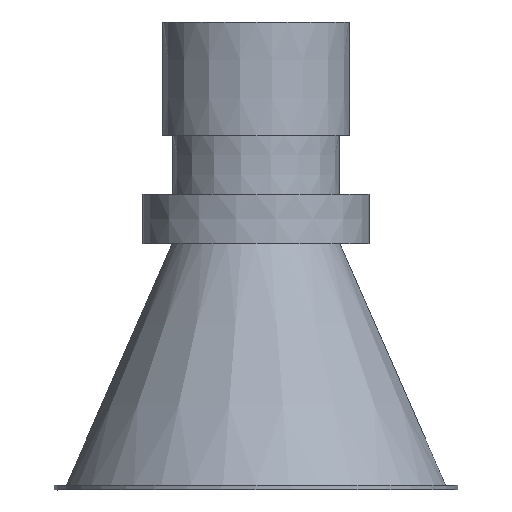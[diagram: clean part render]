
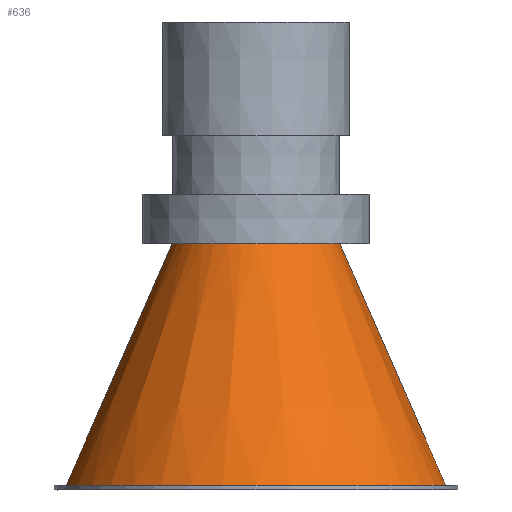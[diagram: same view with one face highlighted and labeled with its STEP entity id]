
A CAD part, front view. The second image highlights one B-rep face of the part: STEP entity #636.
In plain terms, the highlighted conical face has half-angle 23.691 degrees and reference radius 38.5 mm.
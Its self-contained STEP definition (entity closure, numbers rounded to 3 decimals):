
#30 = CARTESIAN_POINT ( 'NONE',  ( 38.501, 0., 1. ) ) ;
#44 = CIRCLE ( 'NONE', #334, 38.5 ) ;
#45 = DIRECTION ( 'NONE',  ( 1., 0., 0. ) ) ;
#58 = ORIENTED_EDGE ( 'NONE', *, *, #703, .T. ) ;
#101 = DIRECTION ( 'NONE',  ( 0.402, 0., -0.916 ) ) ;
#118 = CARTESIAN_POINT ( 'NONE',  ( -38.5, 0., 1. ) ) ;
#126 = CARTESIAN_POINT ( 'NONE',  ( -17., 0., 50. ) ) ;
#175 = VECTOR ( 'NONE', #774, 1000. ) ;
#200 = LINE ( 'NONE', #216, #175 ) ;
#206 = EDGE_LOOP ( 'NONE', ( #58, #763, #492, #456 ) ) ;
#216 = CARTESIAN_POINT ( 'NONE',  ( -38.5, 0., 1. ) ) ;
#272 = VERTEX_POINT ( 'NONE', #440 ) ;
#279 = VERTEX_POINT ( 'NONE', #30 ) ;
#290 = DIRECTION ( 'NONE',  ( 0., 0., 1. ) ) ;
#310 = DIRECTION ( 'NONE',  ( -1., 0., 0. ) ) ;
#334 = AXIS2_PLACEMENT_3D ( 'NONE', #777, #290, #832 ) ;
#337 = CONICAL_SURFACE ( 'NONE', #370, 38.5, 0.413 ) ;
#342 = AXIS2_PLACEMENT_3D ( 'NONE', #882, #461, #45 ) ;
#370 = AXIS2_PLACEMENT_3D ( 'NONE', #481, #477, #310 ) ;
#372 = CARTESIAN_POINT ( 'NONE',  ( 38.501, 0., 1. ) ) ;
#440 = CARTESIAN_POINT ( 'NONE',  ( 17.001, 0., 50. ) ) ;
#456 = ORIENTED_EDGE ( 'NONE', *, *, #709, .F. ) ;
#461 = DIRECTION ( 'NONE',  ( 0., 0., 1. ) ) ;
#477 = DIRECTION ( 'NONE',  ( 0., 0., -1. ) ) ;
#481 = CARTESIAN_POINT ( 'NONE',  ( 0., 0., 1. ) ) ;
#492 = ORIENTED_EDGE ( 'NONE', *, *, #707, .F. ) ;
#548 = VERTEX_POINT ( 'NONE', #118 ) ;
#618 = LINE ( 'NONE', #372, #794 ) ;
#636 = ADVANCED_FACE ( 'NONE', ( #827 ), #337, .F. ) ;
#691 = VERTEX_POINT ( 'NONE', #126 ) ;
#703 = EDGE_CURVE ( 'NONE', #691, #272, #818, .T. ) ;
#704 = EDGE_CURVE ( 'NONE', #272, #279, #618, .T. ) ;
#707 = EDGE_CURVE ( 'NONE', #548, #279, #44, .T. ) ;
#709 = EDGE_CURVE ( 'NONE', #691, #548, #200, .T. ) ;
#763 = ORIENTED_EDGE ( 'NONE', *, *, #704, .T. ) ;
#774 = DIRECTION ( 'NONE',  ( -0.402, 0., -0.916 ) ) ;
#777 = CARTESIAN_POINT ( 'NONE',  ( 0., 0., 1. ) ) ;
#794 = VECTOR ( 'NONE', #101, 1000. ) ;
#818 = CIRCLE ( 'NONE', #342, 17. ) ;
#827 = FACE_OUTER_BOUND ( 'NONE', #206, .T. ) ;
#832 = DIRECTION ( 'NONE',  ( 1., 0., 0. ) ) ;
#882 = CARTESIAN_POINT ( 'NONE',  ( 0., 0., 50. ) ) ;
